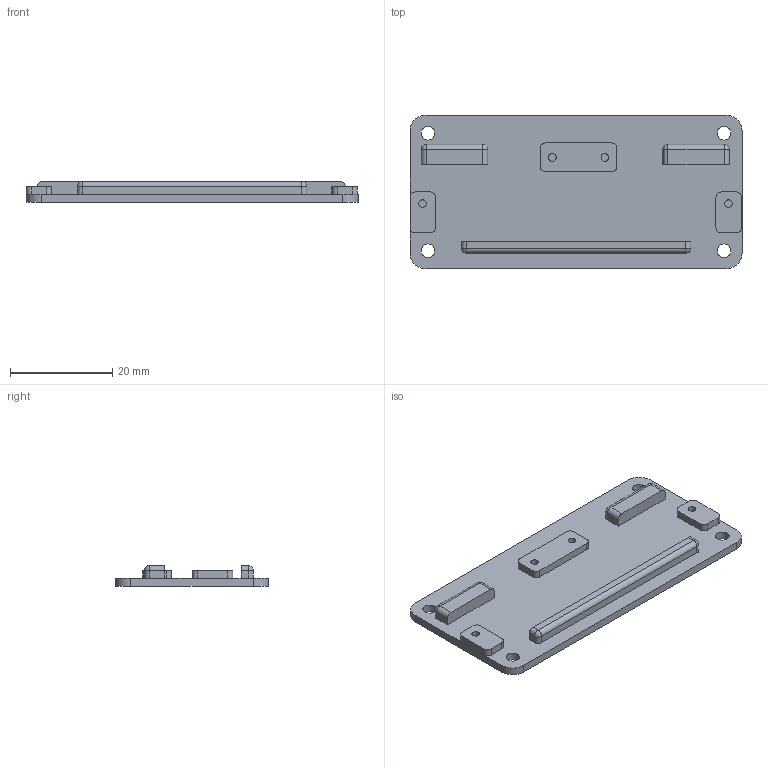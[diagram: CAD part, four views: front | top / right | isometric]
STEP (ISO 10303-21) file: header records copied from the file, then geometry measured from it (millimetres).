
FILE_DESCRIPTION(('FreeCAD Model'),'2;1');
FILE_NAME('spacerboard.step','2019-07-13T16:47:46',('Author'),(''), 'Open CASCADE STEP processor 7.3','FreeCAD','Unknown');
FILE_SCHEMA(('AUTOMOTIVE_DESIGN { 1 0 10303 214 1 1 1 1 }'));
Length unit declared in the file: millimetre
Products named in the file (1): Fusion
Bounding box: 65 x 30 x 4.1 mm (x, y, z)
Volume: 3812 mm3; surface area: 4710.1 mm2
Topology: 1 solids, 1 shells, 85 faces, 208 edges, 128 vertices
Faces by surface type: plane 40, cylinder 39, sphere 6
Full cylindrical faces by diameter (mm): 1.5 x4, 2.65 x4
Entity records: 5745 total; most frequent: CARTESIAN_POINT 976, DIRECTION 810, LINE 444, VECTOR 444, ORIENTED_EDGE 404, PCURVE 404, DEFINITIONAL_REPRESENTATION 404, EDGE_CURVE 202
